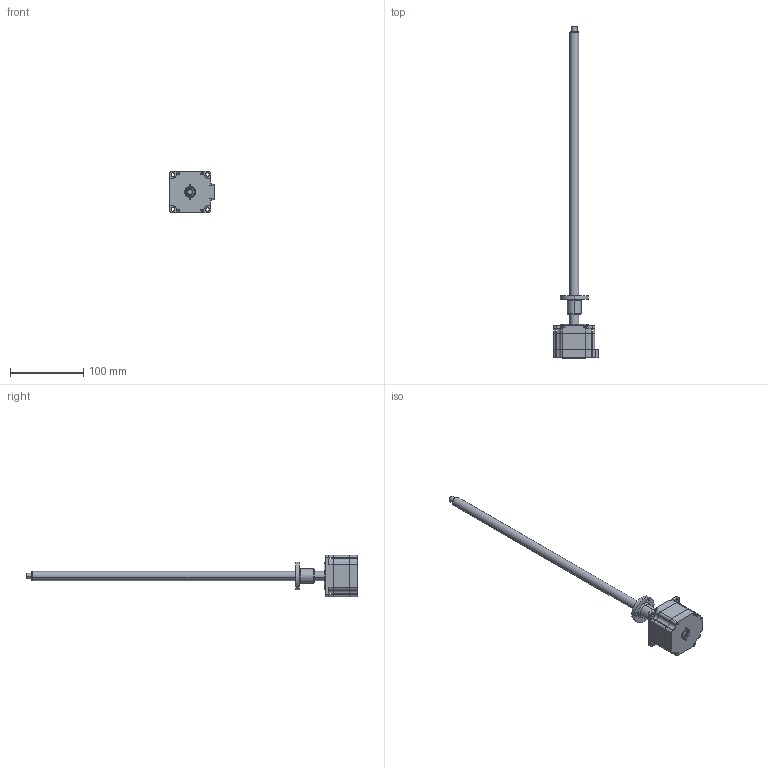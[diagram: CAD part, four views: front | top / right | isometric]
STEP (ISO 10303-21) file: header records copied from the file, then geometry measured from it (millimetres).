
FILE_DESCRIPTION (( 'STEP AP203' ), '1' );
FILE_NAME ('LE234S-E12254-400-AR6-S-210.STEP', '2018-11-20T03:08:59', ( 'Sky123.Org' ), ( 'Sky123.Org' ), 'SwSTEP 2.0', 'SolidWorks 2014', '' );
FILE_SCHEMA (( 'CONFIG_CONTROL_DESIGN' ));
Length unit declared in the file: millimetre
Products named in the file (1): LE234S-E12254-400-AR6-S-210
Bounding box: 61.2 x 452.5 x 56.2 mm (x, y, z)
Surface area: 40986.6 mm2 (no closed solid volume)
Topology: 0 solids, 22 shells, 295 faces, 1031 edges, 730 vertices
Faces by surface type: plane 127, cylinder 106, cone 50, sphere 8, torus 4
Entity records: 11443 total; most frequent: CARTESIAN_POINT 2475, DIRECTION 1935, ORIENTED_EDGE 1614, EDGE_CURVE 1031, VERTEX_POINT 730, AXIS2_PLACEMENT_3D 678, LINE 579, VECTOR 579
